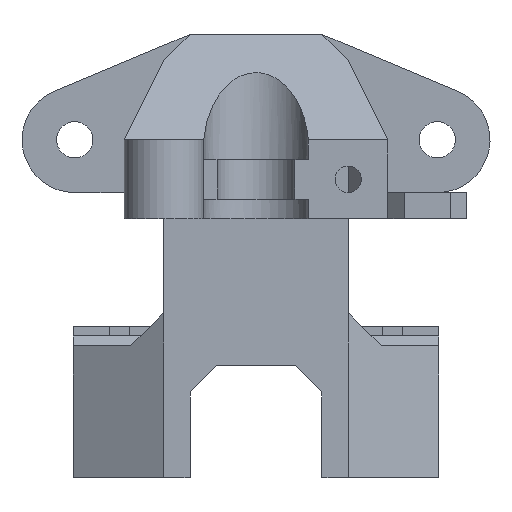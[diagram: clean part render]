
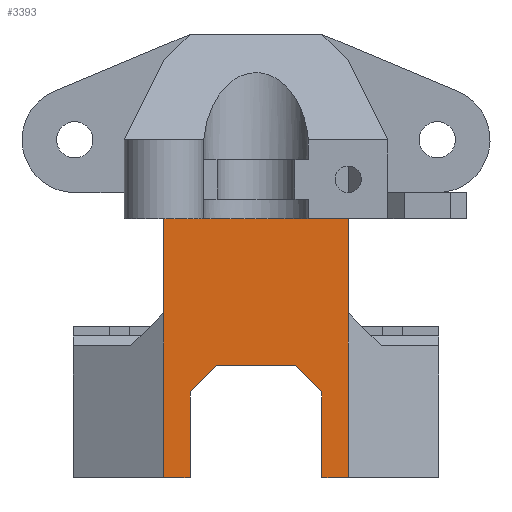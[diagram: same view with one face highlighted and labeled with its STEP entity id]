
A CAD part, left-side view. The second image highlights one B-rep face of the part: STEP entity #3393.
In plain terms, the highlighted planar face has unit normal (-1, 0, 0).
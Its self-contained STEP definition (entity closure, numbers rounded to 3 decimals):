
#298=FACE_OUTER_BOUND('',#493,.T.);
#493=EDGE_LOOP('',(#2692,#2693,#2694,#2695,#2696,#2697,#2698,#2699,#2700,
#2701,#2702,#2703));
#603=LINE('',#4736,#987);
#605=LINE('',#4740,#989);
#610=LINE('',#4751,#994);
#614=LINE('',#4758,#998);
#711=LINE('',#4984,#1095);
#750=LINE('',#5058,#1134);
#843=LINE('',#5274,#1227);
#868=LINE('',#5347,#1252);
#869=LINE('',#5348,#1253);
#870=LINE('',#5349,#1254);
#871=LINE('',#5351,#1255);
#872=LINE('',#5352,#1256);
#987=VECTOR('',#3780,10.);
#989=VECTOR('',#3784,10.);
#994=VECTOR('',#3791,10.);
#998=VECTOR('',#3797,10.);
#1095=VECTOR('',#3978,10.);
#1134=VECTOR('',#4039,10.);
#1227=VECTOR('',#4238,10.);
#1252=VECTOR('',#4321,10.);
#1253=VECTOR('',#4322,10.);
#1254=VECTOR('',#4323,10.);
#1255=VECTOR('',#4324,10.);
#1256=VECTOR('',#4325,10.);
#1371=VERTEX_POINT('',#4733);
#1372=VERTEX_POINT('',#4735);
#1373=VERTEX_POINT('',#4739);
#1377=VERTEX_POINT('',#4748);
#1378=VERTEX_POINT('',#4750);
#1380=VERTEX_POINT('',#4756);
#1424=VERTEX_POINT('',#4870);
#1458=VERTEX_POINT('',#4958);
#1467=VERTEX_POINT('',#4983);
#1491=VERTEX_POINT('',#5053);
#1580=VERTEX_POINT('',#5346);
#1581=VERTEX_POINT('',#5350);
#1694=EDGE_CURVE('',#1371,#1372,#603,.T.);
#1696=EDGE_CURVE('',#1372,#1373,#605,.T.);
#1701=EDGE_CURVE('',#1377,#1378,#610,.T.);
#1705=EDGE_CURVE('',#1377,#1380,#614,.T.);
#1817=EDGE_CURVE('',#1458,#1467,#711,.T.);
#1857=EDGE_CURVE('',#1491,#1424,#750,.T.);
#1966=EDGE_CURVE('',#1491,#1467,#843,.T.);
#2001=EDGE_CURVE('',#1580,#1458,#868,.T.);
#2002=EDGE_CURVE('',#1580,#1373,#869,.T.);
#2003=EDGE_CURVE('',#1378,#1371,#870,.T.);
#2004=EDGE_CURVE('',#1581,#1380,#871,.T.);
#2005=EDGE_CURVE('',#1424,#1581,#872,.T.);
#2692=ORIENTED_EDGE('',*,*,#1966,.T.);
#2693=ORIENTED_EDGE('',*,*,#1817,.F.);
#2694=ORIENTED_EDGE('',*,*,#2001,.F.);
#2695=ORIENTED_EDGE('',*,*,#2002,.T.);
#2696=ORIENTED_EDGE('',*,*,#1696,.F.);
#2697=ORIENTED_EDGE('',*,*,#1694,.F.);
#2698=ORIENTED_EDGE('',*,*,#2003,.F.);
#2699=ORIENTED_EDGE('',*,*,#1701,.F.);
#2700=ORIENTED_EDGE('',*,*,#1705,.T.);
#2701=ORIENTED_EDGE('',*,*,#2004,.F.);
#2702=ORIENTED_EDGE('',*,*,#2005,.F.);
#2703=ORIENTED_EDGE('',*,*,#1857,.F.);
#3243=PLANE('',#3628);
#3393=ADVANCED_FACE('',(#298),#3243,.F.);
#3628=AXIS2_PLACEMENT_3D('',#5345,#4319,#4320);
#3780=DIRECTION('',(0.,0.707,-0.707));
#3784=DIRECTION('',(0.,0.,-1.));
#3791=DIRECTION('',(0.,0.707,0.707));
#3797=DIRECTION('',(0.,0.,-1.));
#3978=DIRECTION('',(0.,0.,1.));
#4039=DIRECTION('',(0.,0.,-1.));
#4238=DIRECTION('',(0.,1.,0.));
#4319=DIRECTION('center_axis',(1.,0.,0.));
#4320=DIRECTION('ref_axis',(0.,0.,-1.));
#4321=DIRECTION('',(0.,0.,1.));
#4322=DIRECTION('',(0.,-1.,0.));
#4323=DIRECTION('',(0.,1.,0.));
#4324=DIRECTION('',(0.,1.,0.));
#4325=DIRECTION('',(0.,0.,-1.));
#4733=CARTESIAN_POINT('',(-18.5,6.,-14.25));
#4735=CARTESIAN_POINT('',(-18.5,10.,-18.25));
#4736=CARTESIAN_POINT('',(-18.5,-4.063,-4.188));
#4739=CARTESIAN_POINT('',(-18.5,10.,-31.25));
#4740=CARTESIAN_POINT('',(-18.5,10.,-14.25));
#4748=CARTESIAN_POINT('',(-18.5,-10.,-18.25));
#4750=CARTESIAN_POINT('',(-18.5,-6.,-14.25));
#4751=CARTESIAN_POINT('',(-18.5,4.063,-4.188));
#4756=CARTESIAN_POINT('',(-18.5,-10.,-31.25));
#4758=CARTESIAN_POINT('',(-18.5,-10.,-14.25));
#4870=CARTESIAN_POINT('',(-18.5,-14.,-6.25));
#4958=CARTESIAN_POINT('',(-18.5,14.,-6.25));
#4983=CARTESIAN_POINT('',(-18.5,14.,8.));
#4984=CARTESIAN_POINT('',(-18.5,14.,12.));
#5053=CARTESIAN_POINT('',(-18.5,-14.,8.));
#5058=CARTESIAN_POINT('',(-18.5,-14.,12.));
#5274=CARTESIAN_POINT('',(-18.5,-10.,8.));
#5345=CARTESIAN_POINT('Origin',(-18.5,0.,24.));
#5346=CARTESIAN_POINT('',(-18.5,14.,-31.25));
#5347=CARTESIAN_POINT('',(-18.5,14.,12.));
#5348=CARTESIAN_POINT('',(-18.5,14.,-31.25));
#5349=CARTESIAN_POINT('',(-18.5,-14.,-14.25));
#5350=CARTESIAN_POINT('',(-18.5,-14.,-31.25));
#5351=CARTESIAN_POINT('',(-18.5,-14.,-31.25));
#5352=CARTESIAN_POINT('',(-18.5,-14.,12.));
